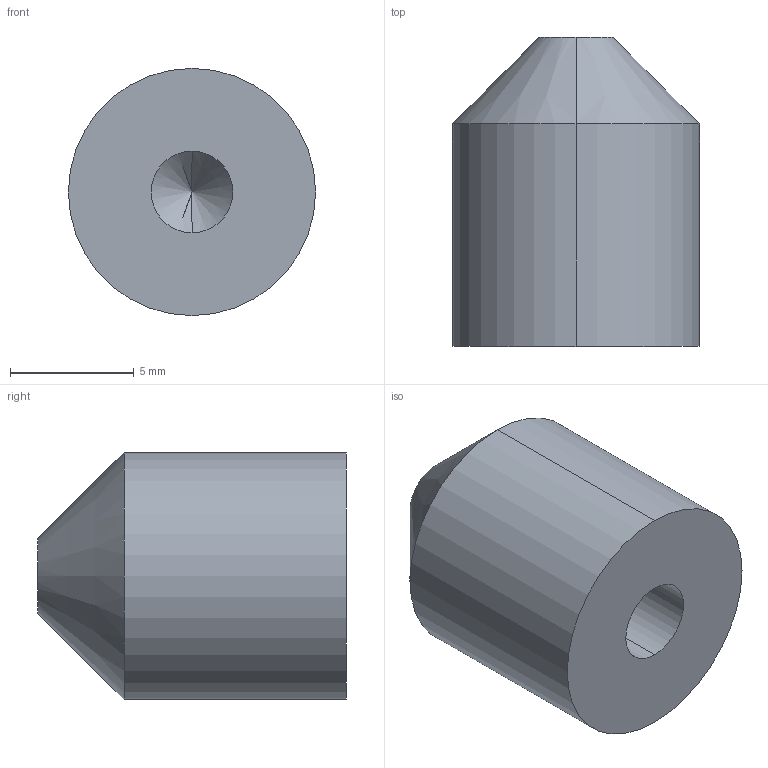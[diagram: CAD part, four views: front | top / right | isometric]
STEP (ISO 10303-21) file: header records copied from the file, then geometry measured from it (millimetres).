
FILE_DESCRIPTION (( 'STEP AP214' ), '1' );
FILE_NAME ('21628~0.STEP', '2017-07-04T13:50:28', ( '' ), ( '' ), 'SwSTEP 2.0', 'SolidWorks 2016', '' );
FILE_SCHEMA (( 'AUTOMOTIVE_DESIGN' ));
Length unit declared in the file: millimetre
Products named in the file (1): 21628~0
Bounding box: 10 x 12.5 x 10 mm (x, y, z)
Volume: 744 mm3; surface area: 576.6 mm2
Topology: 1 solids, 1 shells, 10 faces, 20 edges, 11 vertices
Faces by surface type: cone 4, cylinder 4, plane 2
Entity records: 304 total; most frequent: DIRECTION 50, CARTESIAN_POINT 40, ORIENTED_EDGE 36, AXIS2_PLACEMENT_3D 21, EDGE_CURVE 18, EDGE_LOOP 11, VERTEX_POINT 11, FACE_OUTER_BOUND 10
